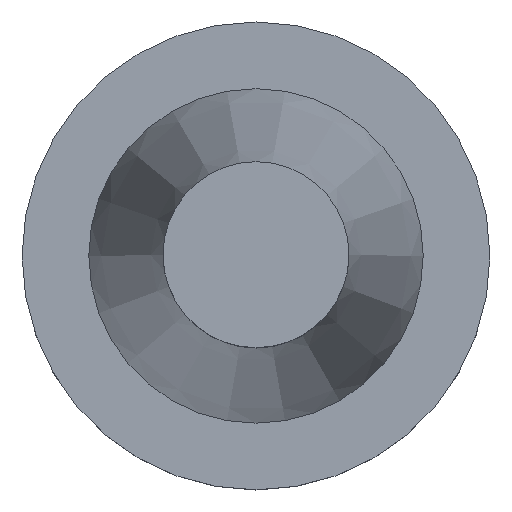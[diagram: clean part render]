
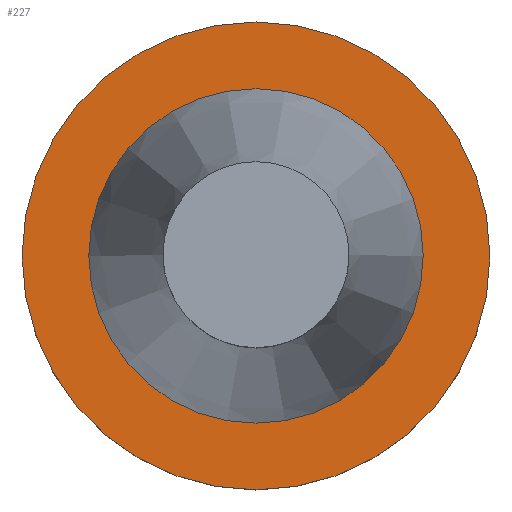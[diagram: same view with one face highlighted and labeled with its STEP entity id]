
A CAD part, top view. The second image highlights one B-rep face of the part: STEP entity #227.
In plain terms, the highlighted planar face has unit normal (0, 0, 1).
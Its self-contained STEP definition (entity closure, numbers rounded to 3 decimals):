
#211=FACE_BOUND('',#268,.T.);
#212=FACE_BOUND('',#269,.T.);
#227=ADVANCED_FACE('',(#211,#212),#247,.F.);
#247=PLANE('',#545);
#268=EDGE_LOOP('',(#299));
#269=EDGE_LOOP('',(#300,#301));
#299=ORIENTED_EDGE('',*,*,#424,.T.);
#300=ORIENTED_EDGE('',*,*,#425,.T.);
#301=ORIENTED_EDGE('',*,*,#426,.T.);
#387=VERTEX_POINT('',#718);
#388=VERTEX_POINT('',#720);
#389=VERTEX_POINT('',#721);
#424=EDGE_CURVE('',#387,#387,#468,.T.);
#425=EDGE_CURVE('',#388,#389,#469,.T.);
#426=EDGE_CURVE('',#389,#388,#470,.T.);
#468=CIRCLE('',#542,31.4);
#469=CIRCLE('',#543,22.444);
#470=CIRCLE('',#544,22.444);
#542=AXIS2_PLACEMENT_3D('',#717,#604,#605);
#543=AXIS2_PLACEMENT_3D('',#719,#606,#607);
#544=AXIS2_PLACEMENT_3D('',#722,#608,#609);
#545=AXIS2_PLACEMENT_3D('',#723,#610,#611);
#604=DIRECTION('',(0.,0.,1.));
#605=DIRECTION('',(-1.,0.,0.));
#606=DIRECTION('',(0.,0.,-1.));
#607=DIRECTION('',(-1.,0.,0.));
#608=DIRECTION('',(0.,0.,-1.));
#609=DIRECTION('',(-1.,0.,0.));
#610=DIRECTION('',(0.,0.,-1.));
#611=DIRECTION('',(1.,0.,0.));
#717=CARTESIAN_POINT('',(0.,0.,-1.5));
#718=CARTESIAN_POINT('',(-31.4,0.,-1.5));
#719=CARTESIAN_POINT('',(0.,0.,-1.5));
#720=CARTESIAN_POINT('',(-22.444,0.,-1.5));
#721=CARTESIAN_POINT('',(22.444,0.,-1.5));
#722=CARTESIAN_POINT('',(0.,0.,-1.5));
#723=CARTESIAN_POINT('',(0.,22.398,-1.5));
